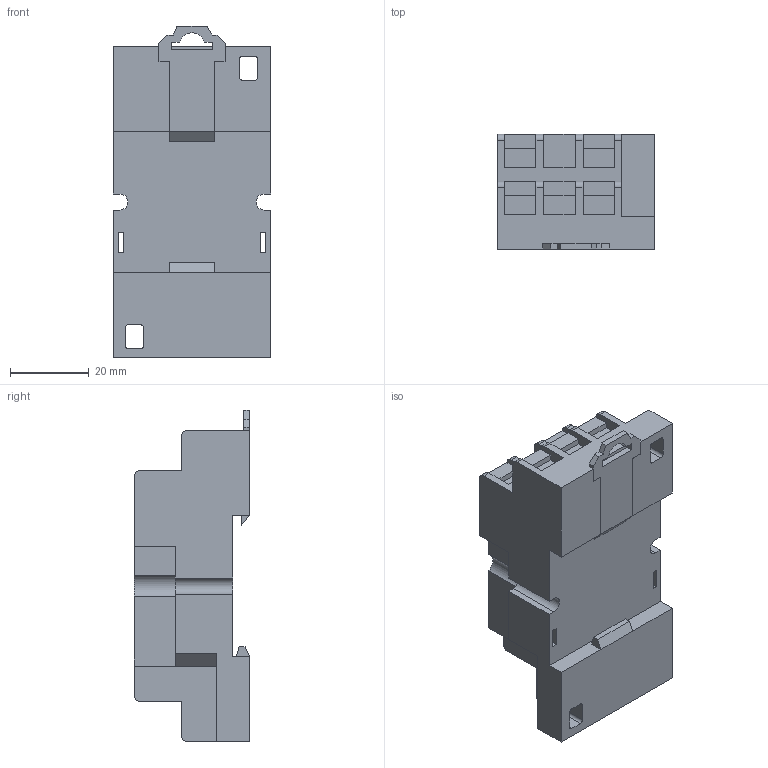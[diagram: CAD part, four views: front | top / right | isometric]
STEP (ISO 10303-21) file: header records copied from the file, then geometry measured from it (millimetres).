
FILE_DESCRIPTION (( 'STEP AP214' ), '1' );
FILE_NAME ('783-3C-SKT.STEP', '2013-11-26T19:14:44', ( '' ), ( '' ), 'SwSTEP 2.0', 'SolidWorks 2013', '' );
FILE_SCHEMA (( 'AUTOMOTIVE_DESIGN' ));
Length unit declared in the file: inch
Products named in the file (1): 783-3C-SKT
Bounding box: 39.88 x 29.21 x 84.07 mm (x, y, z)
Volume: 64464.8 mm3; surface area: 16926.6 mm2
Topology: 1 solids, 1 shells, 479 faces, 1292 edges, 852 vertices
Faces by surface type: plane 378, cylinder 101
Entity records: 17875 total; most frequent: CARTESIAN_POINT 2624, ORIENTED_EDGE 2584, DIRECTION 2454, EDGE_CURVE 1292, LINE 1090, VECTOR 1090, VERTEX_POINT 852, AXIS2_PLACEMENT_3D 682
